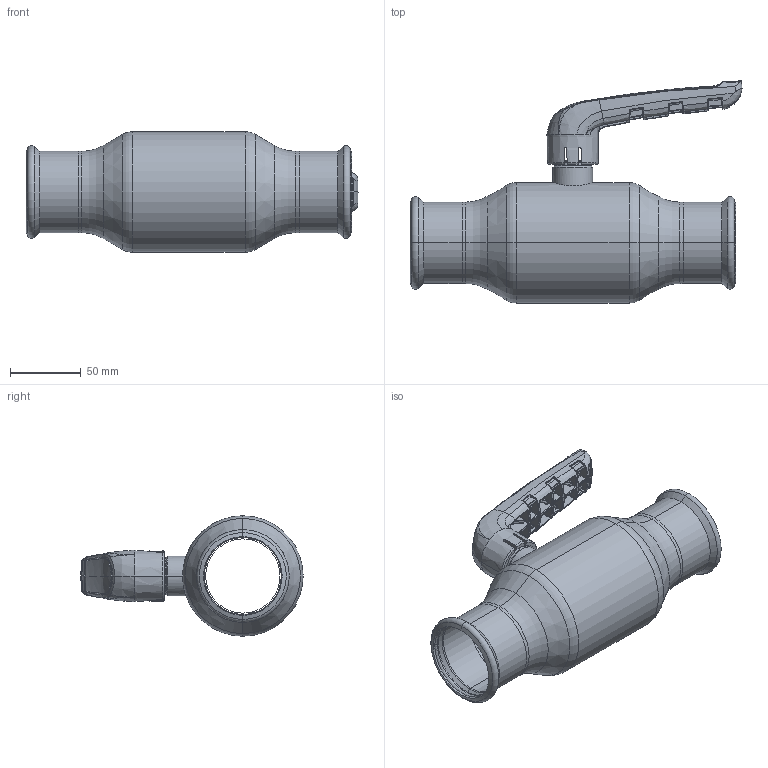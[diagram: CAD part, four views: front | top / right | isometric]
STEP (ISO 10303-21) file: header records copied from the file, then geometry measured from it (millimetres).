
FILE_DESCRIPTION (( 'STEP AP214' ), '1' );
FILE_NAME ('XPR20100 DN50 54 x 54.step', '2018-09-18T11:06:52', ( '' ), ( '' ), 'SwSTEP 2.0', 'SolidWorks 2017', '' );
FILE_SCHEMA (( 'AUTOMOTIVE_DESIGN' ));
Length unit declared in the file: millimetre
Products named in the file (1): XPR20100 DN50 54 x 54
Bounding box: 234.15 x 156.71 x 85 mm (x, y, z)
Surface area: 97440.6 mm2 (no closed solid volume)
Topology: 0 solids, 10 shells, 792 faces, 2680 edges, 1748 vertices
Faces by surface type: bspline 657, plane 40, cylinder 32, cone 30, torus 25, sphere 8
Entity records: 60862 total; most frequent: CARTESIAN_POINT 35458, ORIENTED_EDGE 4205, EDGE_CURVE 2670, B_SPLINE_CURVE_WITH_KNOTS 1868, VERTEX_POINT 1748, DIRECTION 1709, EDGE_LOOP 799, UNCERTAINTY_MEASURE_WITH_UNIT 794
